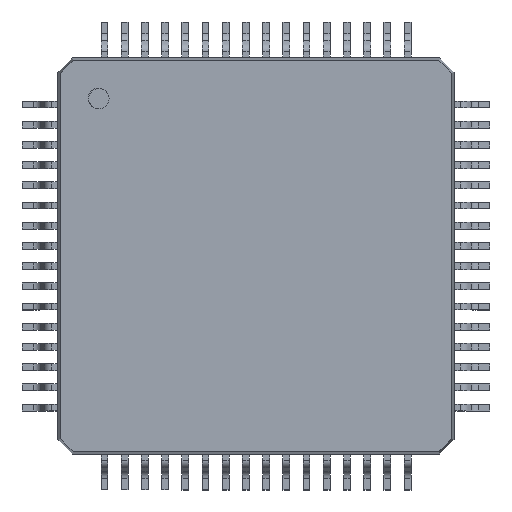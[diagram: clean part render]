
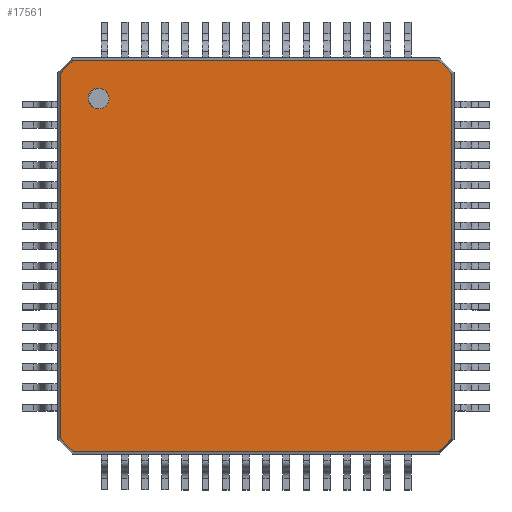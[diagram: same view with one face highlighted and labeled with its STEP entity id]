
A CAD part, top view. The second image highlights one B-rep face of the part: STEP entity #17561.
In plain terms, the highlighted planar face has unit normal (0, 0, 1).
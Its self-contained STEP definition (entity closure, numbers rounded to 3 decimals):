
#15750 = VERTEX_POINT ( 'NONE', #29768 ) ;
#15752 = EDGE_CURVE ( 'NONE', #15753, #15750, #29818, .T. ) ;
#15753 = VERTEX_POINT ( 'NONE', #29813 ) ;
#17560 = EDGE_CURVE ( 'NONE', #15750, #15753, #33767, .T. ) ;
#17561 = ADVANCED_FACE ( 'NONE', ( #33762, #33761 ), #33746, .T. ) ;
#17562 = EDGE_LOOP ( 'NONE', ( #17563, #17619, #17622, #17625, #17628, #17631, #17606, #17608 ) ) ;
#17563 = ORIENTED_EDGE ( 'NONE', *, *, #17564, .F. ) ;
#17564 = EDGE_CURVE ( 'NONE', #17565, #17566, #33741, .T. ) ;
#17565 = VERTEX_POINT ( 'NONE', #33794 ) ;
#17566 = VERTEX_POINT ( 'NONE', #33793 ) ;
#17606 = ORIENTED_EDGE ( 'NONE', *, *, #17607, .F. ) ;
#17607 = EDGE_CURVE ( 'NONE', #17634, #17633, #33893, .T. ) ;
#17608 = ORIENTED_EDGE ( 'NONE', *, *, #17609, .F. ) ;
#17609 = EDGE_CURVE ( 'NONE', #17566, #17634, #33888, .T. ) ;
#17610 = EDGE_LOOP ( 'NONE', ( #17611, #17612 ) ) ;
#17611 = ORIENTED_EDGE ( 'NONE', *, *, #15752, .T. ) ;
#17612 = ORIENTED_EDGE ( 'NONE', *, *, #17560, .T. ) ;
#17619 = ORIENTED_EDGE ( 'NONE', *, *, #17620, .F. ) ;
#17620 = EDGE_CURVE ( 'NONE', #17621, #17565, #33973, .T. ) ;
#17621 = VERTEX_POINT ( 'NONE', #33969 ) ;
#17622 = ORIENTED_EDGE ( 'NONE', *, *, #17623, .F. ) ;
#17623 = EDGE_CURVE ( 'NONE', #17624, #17621, #33968, .T. ) ;
#17624 = VERTEX_POINT ( 'NONE', #33964 ) ;
#17625 = ORIENTED_EDGE ( 'NONE', *, *, #17626, .F. ) ;
#17626 = EDGE_CURVE ( 'NONE', #17627, #17624, #33963, .T. ) ;
#17627 = VERTEX_POINT ( 'NONE', #33959 ) ;
#17628 = ORIENTED_EDGE ( 'NONE', *, *, #17629, .F. ) ;
#17629 = EDGE_CURVE ( 'NONE', #17630, #17627, #33958, .T. ) ;
#17630 = VERTEX_POINT ( 'NONE', #33954 ) ;
#17631 = ORIENTED_EDGE ( 'NONE', *, *, #17632, .F. ) ;
#17632 = EDGE_CURVE ( 'NONE', #17633, #17630, #33953, .T. ) ;
#17633 = VERTEX_POINT ( 'NONE', #33949 ) ;
#17634 = VERTEX_POINT ( 'NONE', #33948 ) ;
#29768 = CARTESIAN_POINT ( 'NONE',  ( -4.15, -3.9, 1. ) ) ;
#29813 = CARTESIAN_POINT ( 'NONE',  ( -3.65, -3.9, 1. ) ) ;
#29814 = DIRECTION ( 'NONE',  ( 1., 0., 0. ) ) ;
#29815 = DIRECTION ( 'NONE',  ( 0., 0., -1. ) ) ;
#29816 = CARTESIAN_POINT ( 'NONE',  ( -3.9, -3.9, 1. ) ) ;
#29817 = AXIS2_PLACEMENT_3D ( 'NONE', #29816, #29815, #29814 ) ;
#29818 = CIRCLE ( 'NONE', #29817, 0.25 ) ;
#33738 = DIRECTION ( 'NONE',  ( -1., 0., 0. ) ) ;
#33739 = VECTOR ( 'NONE', #33738, 1000. ) ;
#33740 = CARTESIAN_POINT ( 'NONE',  ( -4.9, -4.839, 1. ) ) ;
#33741 = LINE ( 'NONE', #33740, #33739 ) ;
#33742 = DIRECTION ( 'NONE',  ( 1., 0., 0. ) ) ;
#33743 = DIRECTION ( 'NONE',  ( 0., 0., 1. ) ) ;
#33744 = CARTESIAN_POINT ( 'NONE',  ( -4.9, -4.9, 1. ) ) ;
#33745 = AXIS2_PLACEMENT_3D ( 'NONE', #33744, #33743, #33742 ) ;
#33746 = PLANE ( 'NONE',  #33745 ) ;
#33761 = FACE_BOUND ( 'NONE', #17610, .T. ) ;
#33762 = FACE_OUTER_BOUND ( 'NONE', #17562, .T. ) ;
#33763 = DIRECTION ( 'NONE',  ( 1., 0., 0. ) ) ;
#33764 = DIRECTION ( 'NONE',  ( 0., 0., -1. ) ) ;
#33765 = CARTESIAN_POINT ( 'NONE',  ( -3.9, -3.9, 1. ) ) ;
#33766 = AXIS2_PLACEMENT_3D ( 'NONE', #33765, #33764, #33763 ) ;
#33767 = CIRCLE ( 'NONE', #33766, 0.25 ) ;
#33793 = CARTESIAN_POINT ( 'NONE',  ( -4.525, -4.839, 1. ) ) ;
#33794 = CARTESIAN_POINT ( 'NONE',  ( 4.525, -4.839, 1. ) ) ;
#33887 = CARTESIAN_POINT ( 'NONE',  ( -4.682, -4.682, 1. ) ) ;
#33888 = LINE ( 'NONE', #33887, #33938 ) ;
#33890 = DIRECTION ( 'NONE',  ( 0., 1., 0. ) ) ;
#33891 = VECTOR ( 'NONE', #33890, 1000. ) ;
#33892 = CARTESIAN_POINT ( 'NONE',  ( -4.839, -4.9, 1. ) ) ;
#33893 = LINE ( 'NONE', #33892, #33891 ) ;
#33937 = DIRECTION ( 'NONE',  ( -0.707, 0.707, 0. ) ) ;
#33938 = VECTOR ( 'NONE', #33937, 1000. ) ;
#33948 = CARTESIAN_POINT ( 'NONE',  ( -4.839, -4.525, 1. ) ) ;
#33949 = CARTESIAN_POINT ( 'NONE',  ( -4.839, 4.525, 1. ) ) ;
#33950 = DIRECTION ( 'NONE',  ( 0.707, 0.707, 0. ) ) ;
#33951 = VECTOR ( 'NONE', #33950, 1000. ) ;
#33952 = CARTESIAN_POINT ( 'NONE',  ( -9.582, -0.218, 1. ) ) ;
#33953 = LINE ( 'NONE', #33952, #33951 ) ;
#33954 = CARTESIAN_POINT ( 'NONE',  ( -4.525, 4.839, 1. ) ) ;
#33955 = DIRECTION ( 'NONE',  ( 1., 0., 0. ) ) ;
#33956 = VECTOR ( 'NONE', #33955, 1000. ) ;
#33957 = CARTESIAN_POINT ( 'NONE',  ( -4.9, 4.839, 1. ) ) ;
#33958 = LINE ( 'NONE', #33957, #33956 ) ;
#33959 = CARTESIAN_POINT ( 'NONE',  ( 4.525, 4.839, 1. ) ) ;
#33960 = DIRECTION ( 'NONE',  ( 0.707, -0.707, 0. ) ) ;
#33961 = VECTOR ( 'NONE', #33960, 1000. ) ;
#33962 = CARTESIAN_POINT ( 'NONE',  ( 4.682, 4.682, 1. ) ) ;
#33963 = LINE ( 'NONE', #33962, #33961 ) ;
#33964 = CARTESIAN_POINT ( 'NONE',  ( 4.839, 4.525, 1. ) ) ;
#33965 = DIRECTION ( 'NONE',  ( 0., -1., 0. ) ) ;
#33966 = VECTOR ( 'NONE', #33965, 1000. ) ;
#33967 = CARTESIAN_POINT ( 'NONE',  ( 4.839, -4.9, 1. ) ) ;
#33968 = LINE ( 'NONE', #33967, #33966 ) ;
#33969 = CARTESIAN_POINT ( 'NONE',  ( 4.839, -4.525, 1. ) ) ;
#33970 = DIRECTION ( 'NONE',  ( -0.707, -0.707, 0. ) ) ;
#33971 = VECTOR ( 'NONE', #33970, 1000. ) ;
#33972 = CARTESIAN_POINT ( 'NONE',  ( -0.218, -9.582, 1. ) ) ;
#33973 = LINE ( 'NONE', #33972, #33971 ) ;
